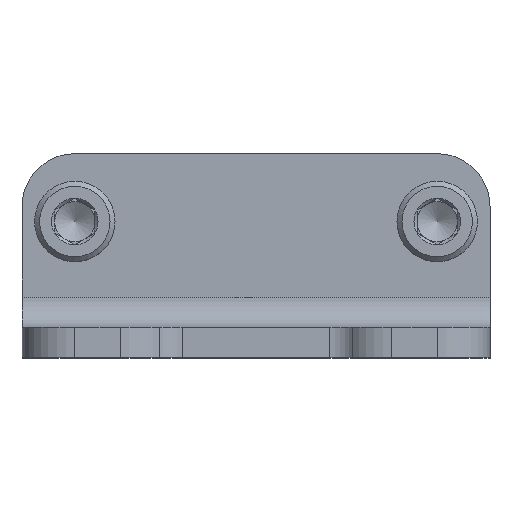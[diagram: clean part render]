
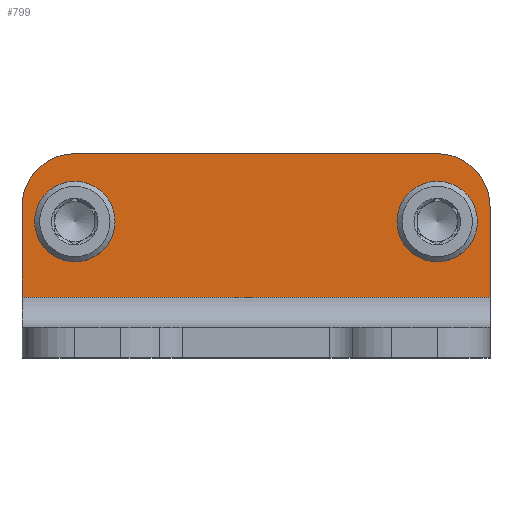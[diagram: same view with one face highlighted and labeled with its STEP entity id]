
A CAD part, top view. The second image highlights one B-rep face of the part: STEP entity #799.
In plain terms, the highlighted face is planar.
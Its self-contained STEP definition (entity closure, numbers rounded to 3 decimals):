
#104=CIRCLE('',#903,5.5);
#105=CIRCLE('',#904,5.5);
#106=CIRCLE('',#905,10.5);
#107=CIRCLE('',#906,10.5);
#184=ORIENTED_EDGE('',*,*,#388,.F.);
#185=ORIENTED_EDGE('',*,*,#389,.F.);
#186=ORIENTED_EDGE('',*,*,#342,.F.);
#187=ORIENTED_EDGE('',*,*,#390,.T.);
#188=ORIENTED_EDGE('',*,*,#391,.F.);
#189=ORIENTED_EDGE('',*,*,#386,.T.);
#190=ORIENTED_EDGE('',*,*,#392,.T.);
#191=ORIENTED_EDGE('',*,*,#393,.T.);
#342=EDGE_CURVE('',#448,#449,#519,.T.);
#386=EDGE_CURVE('',#485,#484,#540,.T.);
#388=EDGE_CURVE('',#486,#486,#104,.T.);
#389=EDGE_CURVE('',#487,#487,#105,.T.);
#390=EDGE_CURVE('',#448,#488,#106,.T.);
#391=EDGE_CURVE('',#485,#488,#541,.T.);
#392=EDGE_CURVE('',#484,#489,#542,.T.);
#393=EDGE_CURVE('',#489,#449,#107,.T.);
#448=VERTEX_POINT('',#1248);
#449=VERTEX_POINT('',#1250);
#484=VERTEX_POINT('',#1335);
#485=VERTEX_POINT('',#1337);
#486=VERTEX_POINT('',#1341);
#487=VERTEX_POINT('',#1343);
#488=VERTEX_POINT('',#1345);
#489=VERTEX_POINT('',#1348);
#519=LINE('',#1249,#571);
#540=LINE('',#1336,#592);
#541=LINE('',#1346,#593);
#542=LINE('',#1347,#594);
#571=VECTOR('',#982,1000.);
#592=VECTOR('',#1063,1000.);
#593=VECTOR('',#1074,1000.);
#594=VECTOR('',#1075,1000.);
#635=EDGE_LOOP('',(#184));
#636=EDGE_LOOP('',(#185));
#637=EDGE_LOOP('',(#186,#187,#188,#189,#190,#191));
#707=FACE_BOUND('',#635,.T.);
#708=FACE_BOUND('',#636,.T.);
#709=FACE_BOUND('',#637,.T.);
#772=PLANE('',#902);
#799=ADVANCED_FACE('',(#707,#708,#709),#772,.F.);
#902=AXIS2_PLACEMENT_3D('',#1339,#1066,#1067);
#903=AXIS2_PLACEMENT_3D('',#1340,#1068,#1069);
#904=AXIS2_PLACEMENT_3D('',#1342,#1070,#1071);
#905=AXIS2_PLACEMENT_3D('',#1344,#1072,#1073);
#906=AXIS2_PLACEMENT_3D('',#1349,#1076,#1077);
#982=DIRECTION('',(0.,0.,-1.));
#1063=DIRECTION('',(0.,0.,-1.));
#1066=DIRECTION('',(-1.,0.,0.));
#1067=DIRECTION('',(0.,0.,1.));
#1068=DIRECTION('',(1.,0.,0.));
#1069=DIRECTION('',(0.,0.,-1.));
#1070=DIRECTION('',(1.,0.,0.));
#1071=DIRECTION('',(0.,0.,-1.));
#1072=DIRECTION('',(1.,0.,0.));
#1073=DIRECTION('',(0.,0.,-1.));
#1074=DIRECTION('',(0.,1.,0.));
#1075=DIRECTION('',(0.,1.,0.));
#1076=DIRECTION('',(1.,0.,0.));
#1077=DIRECTION('',(0.,0.,-1.));
#1248=CARTESIAN_POINT('',(6.,40.5,36.));
#1249=CARTESIAN_POINT('',(6.,40.5,46.5));
#1250=CARTESIAN_POINT('',(6.,40.5,-36.));
#1335=CARTESIAN_POINT('',(6.,12.,-46.5));
#1336=CARTESIAN_POINT('',(6.,12.,46.5));
#1337=CARTESIAN_POINT('',(6.,12.,46.5));
#1339=CARTESIAN_POINT('',(6.,12.,46.5));
#1340=CARTESIAN_POINT('',(6.,27.,36.));
#1341=CARTESIAN_POINT('',(6.,27.,30.5));
#1342=CARTESIAN_POINT('',(6.,27.,-36.));
#1343=CARTESIAN_POINT('',(6.,27.,-41.5));
#1344=CARTESIAN_POINT('',(6.,30.,36.));
#1345=CARTESIAN_POINT('',(6.,30.,46.5));
#1346=CARTESIAN_POINT('',(6.,12.,46.5));
#1347=CARTESIAN_POINT('',(6.,12.,-46.5));
#1348=CARTESIAN_POINT('',(6.,30.,-46.5));
#1349=CARTESIAN_POINT('',(6.,30.,-36.));
